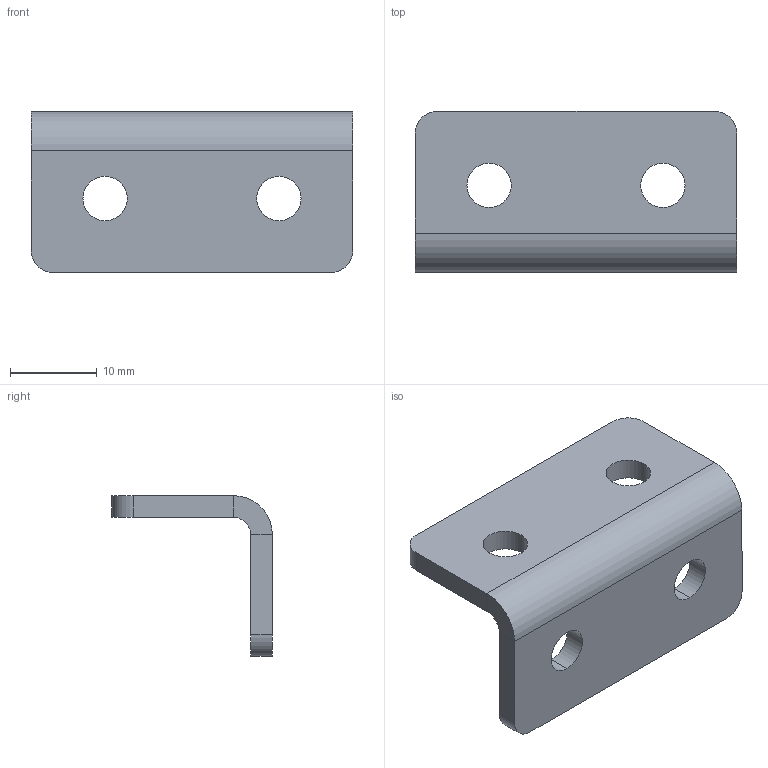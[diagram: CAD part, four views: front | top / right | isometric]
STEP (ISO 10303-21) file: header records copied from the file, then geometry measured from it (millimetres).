
FILE_DESCRIPTION (( 'STEP AP203' ), '1' );
FILE_NAME ('AL-L2040.20 Óãëîâîé ñîåäèíèòåëü 20õ40 ñòàëüíîé.STEP', '2024-07-04T06:17:43', ( '' ), ( '' ), 'SwSTEP 2.0', 'SolidWorks 2021', '' );
FILE_SCHEMA (( 'CONFIG_CONTROL_DESIGN' ));
Length unit declared in the file: millimetre
Products named in the file (1): AL-L2040.20 Óãëîâîé ñîåäèíèòåëü 20õ40 ñòàëüíîé
Bounding box: 37 x 18.5 x 18.5 mm (x, y, z)
Surface area: 2775.6 mm2 (no closed solid volume)
Topology: 0 solids, 1 shells, 26 faces, 64 edges, 40 vertices
Faces by surface type: cylinder 14, plane 12
Entity records: 865 total; most frequent: DIRECTION 146, CARTESIAN_POINT 131, ORIENTED_EDGE 128, EDGE_CURVE 64, AXIS2_PLACEMENT_3D 55, VERTEX_POINT 40, VECTOR 36, LINE 36
